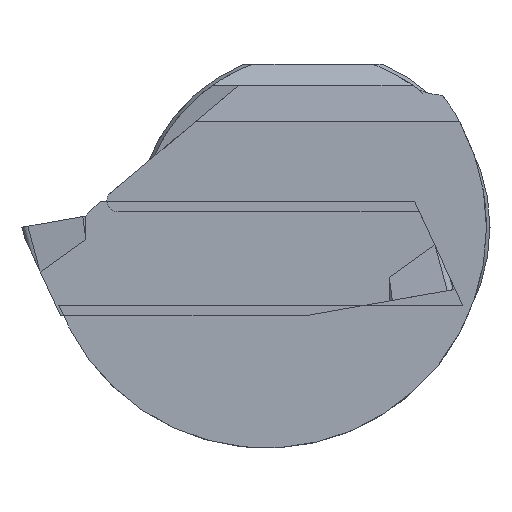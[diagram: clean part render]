
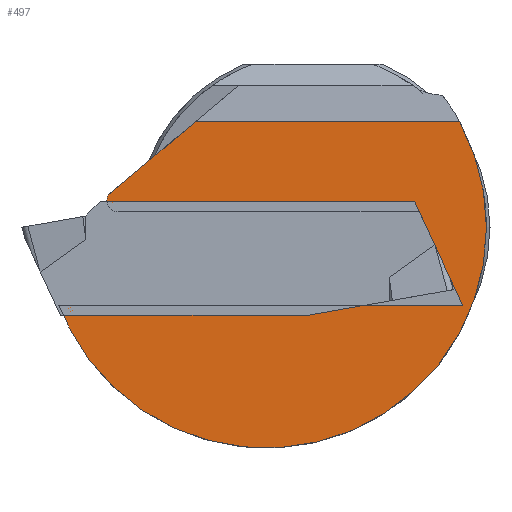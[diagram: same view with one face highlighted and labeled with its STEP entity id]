
A CAD part, left-side view. The second image highlights one B-rep face of the part: STEP entity #497.
In plain terms, the highlighted planar face has unit normal (-1, 0, 0).
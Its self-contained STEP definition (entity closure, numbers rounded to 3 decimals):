
#45=CIRCLE('',#1361,15.562);
#46=CIRCLE('',#1362,0.8);
#497=ADVANCED_FACE('',(#584),#542,.T.);
#542=PLANE('',#1363);
#584=FACE_OUTER_BOUND('',#634,.T.);
#634=EDGE_LOOP('',(#797,#798,#799,#800,#801,#802,#803,#804));
#797=ORIENTED_EDGE('',*,*,#1084,.T.);
#798=ORIENTED_EDGE('',*,*,#1085,.T.);
#799=ORIENTED_EDGE('',*,*,#1086,.T.);
#800=ORIENTED_EDGE('',*,*,#1087,.F.);
#801=ORIENTED_EDGE('',*,*,#1088,.T.);
#802=ORIENTED_EDGE('',*,*,#1089,.T.);
#803=ORIENTED_EDGE('',*,*,#1090,.T.);
#804=ORIENTED_EDGE('',*,*,#1091,.T.);
#975=VERTEX_POINT('',#1870);
#976=VERTEX_POINT('',#1871);
#977=VERTEX_POINT('',#1873);
#978=VERTEX_POINT('',#1875);
#979=VERTEX_POINT('',#1877);
#980=VERTEX_POINT('',#1879);
#981=VERTEX_POINT('',#1881);
#982=VERTEX_POINT('',#1883);
#1084=EDGE_CURVE('',#975,#976,#1198,.T.);
#1085=EDGE_CURVE('',#976,#977,#1199,.T.);
#1086=EDGE_CURVE('',#977,#978,#45,.T.);
#1087=EDGE_CURVE('',#979,#978,#1200,.T.);
#1088=EDGE_CURVE('',#979,#980,#1201,.T.);
#1089=EDGE_CURVE('',#980,#981,#46,.T.);
#1090=EDGE_CURVE('',#981,#982,#1202,.T.);
#1091=EDGE_CURVE('',#982,#975,#1203,.T.);
#1198=LINE('',#1869,#1287);
#1199=LINE('',#1872,#1288);
#1200=LINE('',#1876,#1289);
#1201=LINE('',#1878,#1290);
#1202=LINE('',#1882,#1291);
#1203=LINE('',#1884,#1292);
#1287=VECTOR('',#1543,1.);
#1288=VECTOR('',#1544,1.);
#1289=VECTOR('',#1547,1.);
#1290=VECTOR('',#1548,1.);
#1291=VECTOR('',#1551,1.);
#1292=VECTOR('',#1552,1.);
#1361=AXIS2_PLACEMENT_3D('',#1874,#1545,#1546);
#1362=AXIS2_PLACEMENT_3D('',#1880,#1549,#1550);
#1363=AXIS2_PLACEMENT_3D('',#1885,#1553,#1554);
#1543=DIRECTION('',(0.,1.,0.));
#1544=DIRECTION('',(0.,-0.423,-0.906));
#1545=DIRECTION('',(-1.,0.,0.));
#1546=DIRECTION('',(0.,0.,1.));
#1547=DIRECTION('',(0.,-1.,0.));
#1548=DIRECTION('',(0.,0.766,-0.643));
#1549=DIRECTION('',(-1.,0.,0.));
#1550=DIRECTION('',(0.,0.,1.));
#1551=DIRECTION('',(0.,-1.,0.));
#1552=DIRECTION('',(0.,-0.423,-0.906));
#1553=DIRECTION('',(-1.,0.,0.));
#1554=DIRECTION('',(0.,0.,1.));
#1869=CARTESIAN_POINT('',(0.5,0.,-5.5));
#1870=CARTESIAN_POINT('',(0.5,-10.583,-5.5));
#1871=CARTESIAN_POINT('',(0.5,17.905,-5.5));
#1872=CARTESIAN_POINT('',(0.5,16.814,-7.84));
#1873=CARTESIAN_POINT('',(0.5,17.156,-7.106));
#1874=CARTESIAN_POINT('',(0.5,3.312,0.));
#1875=CARTESIAN_POINT('',(0.5,-10.359,7.435));
#1876=CARTESIAN_POINT('',(0.5,0.,7.435));
#1877=CARTESIAN_POINT('',(0.5,8.278,7.435));
#1878=CARTESIAN_POINT('',(0.5,7.081,8.439));
#1879=CARTESIAN_POINT('',(0.5,14.403,2.296));
#1880=CARTESIAN_POINT('',(0.5,13.708,1.9));
#1881=CARTESIAN_POINT('',(0.5,13.708,1.1));
#1882=CARTESIAN_POINT('',(0.5,0.,1.1));
#1883=CARTESIAN_POINT('',(0.5,-7.505,1.1));
#1884=CARTESIAN_POINT('',(0.5,-6.586,3.071));
#1885=CARTESIAN_POINT('',(0.5,0.,0.));
